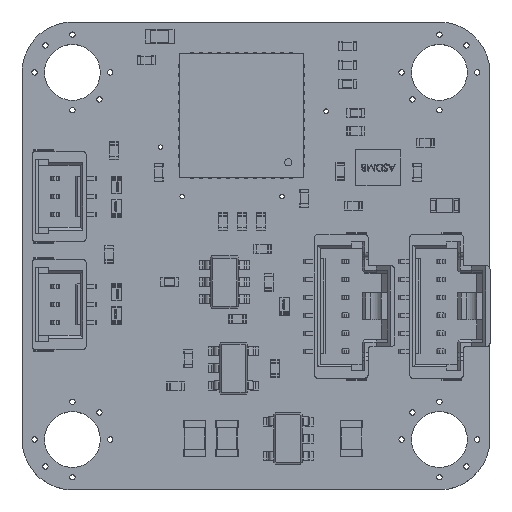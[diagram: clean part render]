
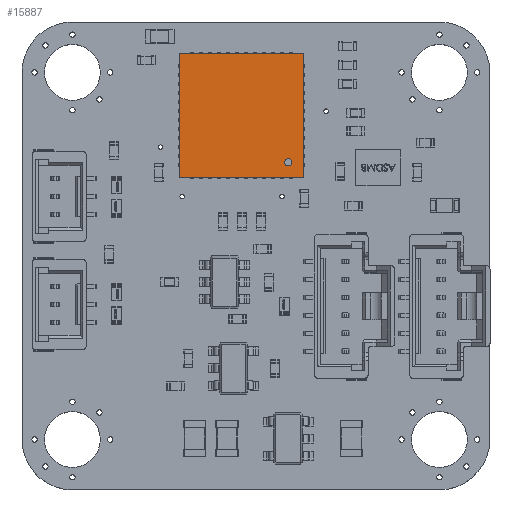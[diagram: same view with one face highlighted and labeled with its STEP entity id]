
A CAD part, top view. The second image highlights one B-rep face of the part: STEP entity #15887.
In plain terms, the highlighted planar face has unit normal (0, 0, 1).
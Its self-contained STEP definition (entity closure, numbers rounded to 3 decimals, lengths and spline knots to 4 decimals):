
#10035 = EDGE_CURVE('',#10036,#10038,#10040,.T.);
#10036 = VERTEX_POINT('',#10037);
#10037 = CARTESIAN_POINT('',(15.65,17.35,2.75));
#10038 = VERTEX_POINT('',#10039);
#10039 = CARTESIAN_POINT('',(8.75,17.35,2.75));
#10040 = LINE('',#10041,#10042);
#10041 = CARTESIAN_POINT('',(15.65,17.35,2.75));
#10042 = VECTOR('',#10043,1.);
#10043 = DIRECTION('',(-1.,0.,0.));
#10344 = EDGE_CURVE('',#10036,#10345,#10347,.T.);
#10345 = VERTEX_POINT('',#10346);
#10346 = CARTESIAN_POINT('',(15.65,24.25,2.75));
#10347 = LINE('',#10348,#10349);
#10348 = CARTESIAN_POINT('',(15.65,17.35,2.75));
#10349 = VECTOR('',#10350,1.);
#10350 = DIRECTION('',(0.,1.,0.));
#12972 = EDGE_CURVE('',#10038,#12973,#12975,.T.);
#12973 = VERTEX_POINT('',#12974);
#12974 = CARTESIAN_POINT('',(8.75,24.25,2.75));
#12975 = LINE('',#12976,#12977);
#12976 = CARTESIAN_POINT('',(8.75,17.35,2.75));
#12977 = VECTOR('',#12978,1.);
#12978 = DIRECTION('',(0.,1.,0.));
#13270 = EDGE_CURVE('',#10345,#12973,#13271,.T.);
#13271 = LINE('',#13272,#13273);
#13272 = CARTESIAN_POINT('',(15.65,24.25,2.75));
#13273 = VECTOR('',#13274,1.);
#13274 = DIRECTION('',(-1.,0.,0.));
#15887 = ADVANCED_FACE('',(#15888,#15894),#15905,.T.);
#15888 = FACE_BOUND('',#15889,.T.);
#15889 = EDGE_LOOP('',(#15890,#15891,#15892,#15893));
#15890 = ORIENTED_EDGE('',*,*,#10035,.F.);
#15891 = ORIENTED_EDGE('',*,*,#10344,.T.);
#15892 = ORIENTED_EDGE('',*,*,#13270,.T.);
#15893 = ORIENTED_EDGE('',*,*,#12972,.F.);
#15894 = FACE_BOUND('',#15895,.T.);
#15895 = EDGE_LOOP('',(#15896));
#15896 = ORIENTED_EDGE('',*,*,#15897,.T.);
#15897 = EDGE_CURVE('',#15898,#15898,#15900,.T.);
#15898 = VERTEX_POINT('',#15899);
#15899 = CARTESIAN_POINT('',(14.8,18.4,2.75));
#15900 = CIRCLE('',#15901,0.2);
#15901 = AXIS2_PLACEMENT_3D('',#15902,#15903,#15904);
#15902 = CARTESIAN_POINT('',(14.8,18.2,2.75));
#15903 = DIRECTION('',(0.,0.,-1.));
#15904 = DIRECTION('',(0.,1.,0.));
#15905 = PLANE('',#15906);
#15906 = AXIS2_PLACEMENT_3D('',#15907,#15908,#15909);
#15907 = CARTESIAN_POINT('',(15.65,17.35,2.75));
#15908 = DIRECTION('',(0.,0.,1.));
#15909 = DIRECTION('',(0.,1.,0.));
